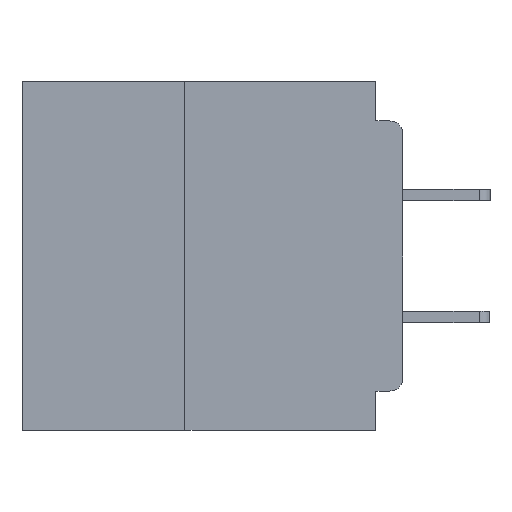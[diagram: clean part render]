
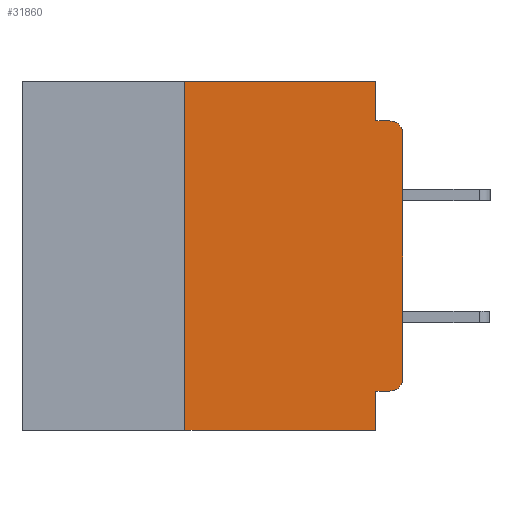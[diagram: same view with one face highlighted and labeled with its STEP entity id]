
A CAD part, left-side view. The second image highlights one B-rep face of the part: STEP entity #31860.
In plain terms, the highlighted planar face has unit normal (-1, 0, 0).
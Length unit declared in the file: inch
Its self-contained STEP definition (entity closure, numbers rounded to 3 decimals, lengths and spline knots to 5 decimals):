
#21 = EDGE_CURVE ( 'NONE', #17492, #22540, #20357, .T. ) ;
#155 = FACE_OUTER_BOUND ( 'NONE', #683, .T. ) ;
#323 = DIRECTION ( 'NONE',  ( 0., 0., -1. ) ) ;
#683 = EDGE_LOOP ( 'NONE', ( #39911, #23721, #8393, #25727, #27754, #11480, #28786, #31450, #15116, #16146 ) ) ;
#1963 = EDGE_CURVE ( 'NONE', #14314, #18194, #23742, .T. ) ;
#2097 = LINE ( 'NONE', #18860, #18540 ) ;
#3131 = VECTOR ( 'NONE', #5542, 39.37008 ) ;
#3835 = CARTESIAN_POINT ( 'NONE',  ( 0., 0., -0.06 ) ) ;
#4060 = CIRCLE ( 'NONE', #13756, 0.015 ) ;
#5168 = LINE ( 'NONE', #20975, #29753 ) ;
#5542 = DIRECTION ( 'NONE',  ( 0., -1., 0. ) ) ;
#5639 = EDGE_CURVE ( 'NONE', #18194, #34516, #13797, .T. ) ;
#6352 = VERTEX_POINT ( 'NONE', #7208 ) ;
#7208 = CARTESIAN_POINT ( 'NONE',  ( 0., 0.25, 0. ) ) ;
#7292 = CARTESIAN_POINT ( 'NONE',  ( 0., 0.015, -0.045 ) ) ;
#8393 = ORIENTED_EDGE ( 'NONE', *, *, #8458, .F. ) ;
#8444 = LINE ( 'NONE', #18799, #41978 ) ;
#8458 = EDGE_CURVE ( 'NONE', #36362, #22540, #8444, .T. ) ;
#9183 = DIRECTION ( 'NONE',  ( 0., 1., 0. ) ) ;
#9702 = DIRECTION ( 'NONE',  ( -1., 0., 0. ) ) ;
#10307 = CARTESIAN_POINT ( 'NONE',  ( 0., 0., -0.34 ) ) ;
#10599 = AXIS2_PLACEMENT_3D ( 'NONE', #10719, #33499, #13974 ) ;
#10719 = CARTESIAN_POINT ( 'NONE',  ( 0., 0.437, 0. ) ) ;
#11480 = ORIENTED_EDGE ( 'NONE', *, *, #19390, .F. ) ;
#12500 = DIRECTION ( 'NONE',  ( 0., -1., 0. ) ) ;
#12557 = EDGE_CURVE ( 'NONE', #36096, #36362, #30005, .T. ) ;
#12687 = VECTOR ( 'NONE', #31502, 39.37008 ) ;
#12788 = VECTOR ( 'NONE', #323, 39.37008 ) ;
#13561 = CARTESIAN_POINT ( 'NONE',  ( 0., 0.031, -0.045 ) ) ;
#13756 = AXIS2_PLACEMENT_3D ( 'NONE', #29182, #9702, #32485 ) ;
#13797 = LINE ( 'NONE', #32932, #12788 ) ;
#13974 = DIRECTION ( 'NONE',  ( 0., 0., -1. ) ) ;
#14314 = VERTEX_POINT ( 'NONE', #37207 ) ;
#14376 = DIRECTION ( 'NONE',  ( 0., 0., 1. ) ) ;
#15116 = ORIENTED_EDGE ( 'NONE', *, *, #1963, .F. ) ;
#15870 = CARTESIAN_POINT ( 'NONE',  ( 0., 0.031, -0.4 ) ) ;
#15912 = DIRECTION ( 'NONE',  ( 0., -1., 0. ) ) ;
#16146 = ORIENTED_EDGE ( 'NONE', *, *, #38690, .T. ) ;
#17492 = VERTEX_POINT ( 'NONE', #3835 ) ;
#18194 = VERTEX_POINT ( 'NONE', #31106 ) ;
#18540 = VECTOR ( 'NONE', #38142, 39.37008 ) ;
#18799 = CARTESIAN_POINT ( 'NONE',  ( 0., 0., -0.045 ) ) ;
#18860 = CARTESIAN_POINT ( 'NONE',  ( 0., 0., 0. ) ) ;
#18915 = EDGE_CURVE ( 'NONE', #6352, #36096, #30244, .T. ) ;
#18967 = EDGE_CURVE ( 'NONE', #36359, #17492, #2097, .T. ) ;
#19390 = EDGE_CURVE ( 'NONE', #39316, #6352, #5168, .T. ) ;
#20197 = EDGE_CURVE ( 'NONE', #39316, #34516, #23115, .T. ) ;
#20357 = CIRCLE ( 'NONE', #39435, 0.015 ) ;
#20975 = CARTESIAN_POINT ( 'NONE',  ( 0., 0.25, -0.4 ) ) ;
#22540 = VERTEX_POINT ( 'NONE', #7292 ) ;
#23115 = LINE ( 'NONE', #35381, #33770 ) ;
#23721 = ORIENTED_EDGE ( 'NONE', *, *, #21, .T. ) ;
#23742 = LINE ( 'NONE', #39665, #39941 ) ;
#24585 = CARTESIAN_POINT ( 'NONE',  ( 0., 0.031, 0. ) ) ;
#25727 = ORIENTED_EDGE ( 'NONE', *, *, #12557, .F. ) ;
#27754 = ORIENTED_EDGE ( 'NONE', *, *, #18915, .F. ) ;
#28185 = CARTESIAN_POINT ( 'NONE',  ( 0., 0.031, 0. ) ) ;
#28786 = ORIENTED_EDGE ( 'NONE', *, *, #20197, .T. ) ;
#29182 = CARTESIAN_POINT ( 'NONE',  ( 0., 0.015, -0.34 ) ) ;
#29753 = VECTOR ( 'NONE', #14376, 39.37008 ) ;
#30005 = LINE ( 'NONE', #28185, #12687 ) ;
#30244 = LINE ( 'NONE', #41231, #3131 ) ;
#31087 = CARTESIAN_POINT ( 'NONE',  ( 0., 0.015, -0.06 ) ) ;
#31106 = CARTESIAN_POINT ( 'NONE',  ( 0., 0.031, -0.355 ) ) ;
#31450 = ORIENTED_EDGE ( 'NONE', *, *, #5639, .F. ) ;
#31502 = DIRECTION ( 'NONE',  ( 0., 0., -1. ) ) ;
#31860 = ADVANCED_FACE ( 'NONE', ( #155 ), #36014, .F. ) ;
#32485 = DIRECTION ( 'NONE',  ( 0., 0., -1. ) ) ;
#32932 = CARTESIAN_POINT ( 'NONE',  ( 0., 0.031, -0.4 ) ) ;
#33499 = DIRECTION ( 'NONE',  ( 1., 0., 0. ) ) ;
#33770 = VECTOR ( 'NONE', #15912, 39.37008 ) ;
#34516 = VERTEX_POINT ( 'NONE', #15870 ) ;
#35381 = CARTESIAN_POINT ( 'NONE',  ( 0., 0.437, -0.4 ) ) ;
#36014 = PLANE ( 'NONE',  #10599 ) ;
#36096 = VERTEX_POINT ( 'NONE', #24585 ) ;
#36359 = VERTEX_POINT ( 'NONE', #10307 ) ;
#36362 = VERTEX_POINT ( 'NONE', #13561 ) ;
#37207 = CARTESIAN_POINT ( 'NONE',  ( 0., 0.015, -0.355 ) ) ;
#37571 = DIRECTION ( 'NONE',  ( -1., 0., 0. ) ) ;
#38027 = CARTESIAN_POINT ( 'NONE',  ( 0., 0.25, -0.4 ) ) ;
#38142 = DIRECTION ( 'NONE',  ( 0., 0., 1. ) ) ;
#38690 = EDGE_CURVE ( 'NONE', #14314, #36359, #4060, .T. ) ;
#39223 = DIRECTION ( 'NONE',  ( 0., 0., -1. ) ) ;
#39316 = VERTEX_POINT ( 'NONE', #38027 ) ;
#39435 = AXIS2_PLACEMENT_3D ( 'NONE', #31087, #37571, #39223 ) ;
#39665 = CARTESIAN_POINT ( 'NONE',  ( 0., 0., -0.355 ) ) ;
#39911 = ORIENTED_EDGE ( 'NONE', *, *, #18967, .T. ) ;
#39941 = VECTOR ( 'NONE', #9183, 39.37008 ) ;
#41231 = CARTESIAN_POINT ( 'NONE',  ( 0., 0.437, 0. ) ) ;
#41978 = VECTOR ( 'NONE', #12500, 39.37008 ) ;
